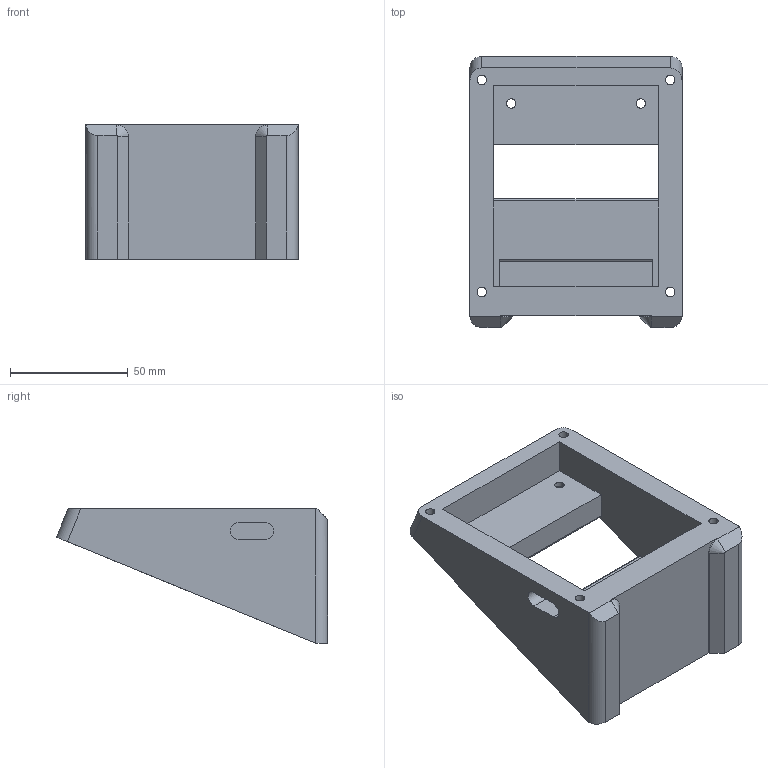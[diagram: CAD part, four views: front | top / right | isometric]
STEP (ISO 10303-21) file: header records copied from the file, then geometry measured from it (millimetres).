
FILE_DESCRIPTION (( 'STEP AP203' ), '1' );
FILE_NAME ('main enclosure.STEP', '2024-02-22T19:16:46', ( '' ), ( '' ), 'SwSTEP 2.0', 'SolidWorks 2020', '' );
FILE_SCHEMA (( 'CONFIG_CONTROL_DESIGN' ));
Length unit declared in the file: millimetre
Products named in the file (1): main enclosure
Bounding box: 90 x 115 x 57 mm (x, y, z)
Volume: 140113.9 mm3; surface area: 47886.2 mm2
Topology: 1 solids, 1 shells, 113 faces, 307 edges, 202 vertices
Faces by surface type: plane 85, cylinder 26, cone 2
Entity records: 3650 total; most frequent: CARTESIAN_POINT 635, ORIENTED_EDGE 614, DIRECTION 583, EDGE_CURVE 307, VECTOR 251, LINE 251, VERTEX_POINT 202, AXIS2_PLACEMENT_3D 166
